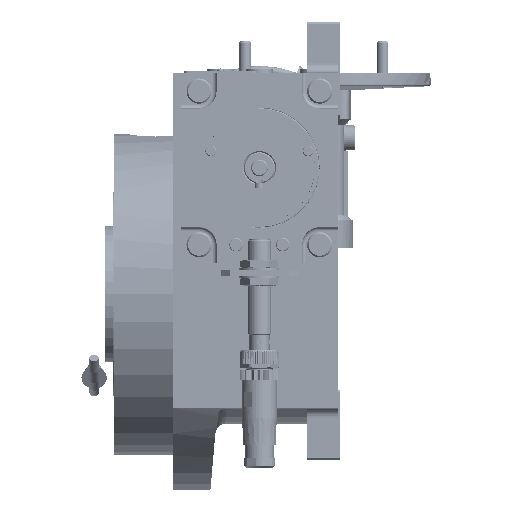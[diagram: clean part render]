
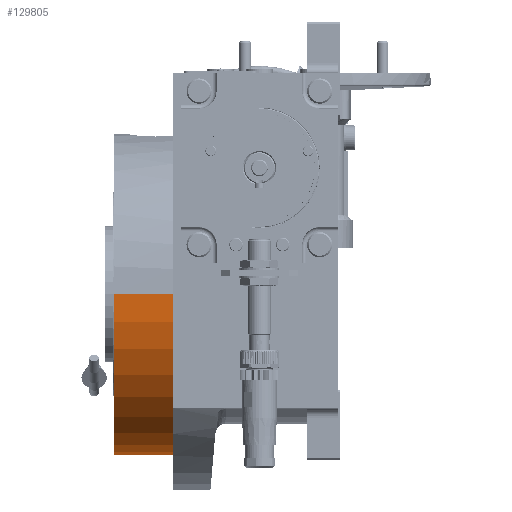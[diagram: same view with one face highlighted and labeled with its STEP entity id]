
A CAD part, left-side view. The second image highlights one B-rep face of the part: STEP entity #129805.
In plain terms, the highlighted cylindrical face has radius 82.5 mm (diameter 165 mm), a partial arc.
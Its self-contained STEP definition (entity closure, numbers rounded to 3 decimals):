
#2890 = CARTESIAN_POINT ( 'NONE',  ( 0., 0., 0. ) ) ;
#5641 = DIRECTION ( 'NONE',  ( 1., 0., 0. ) ) ;
#6230 = DIRECTION ( 'NONE',  ( 1., 0., 0. ) ) ;
#11975 = CARTESIAN_POINT ( 'NONE',  ( 82.5, 0., 0. ) ) ;
#12729 = CIRCLE ( 'NONE', #130073, 82.5 ) ;
#13590 = ORIENTED_EDGE ( 'NONE', *, *, #49807, .T. ) ;
#15949 = FACE_OUTER_BOUND ( 'NONE', #60259, .T. ) ;
#21424 = LINE ( 'NONE', #66292, #51755 ) ;
#26086 = AXIS2_PLACEMENT_3D ( 'NONE', #85081, #129912, #5641 ) ;
#29344 = ORIENTED_EDGE ( 'NONE', *, *, #130594, .T. ) ;
#29746 = CARTESIAN_POINT ( 'NONE',  ( 0., 0., 30.5 ) ) ;
#31637 = VERTEX_POINT ( 'NONE', #11975 ) ;
#33966 = AXIS2_PLACEMENT_3D ( 'NONE', #29746, #50358, #6230 ) ;
#36171 = VERTEX_POINT ( 'NONE', #39690 ) ;
#39690 = CARTESIAN_POINT ( 'NONE',  ( 82.5, 0., 30.5 ) ) ;
#45797 = EDGE_CURVE ( 'NONE', #31637, #36171, #21424, .T. ) ;
#48456 = DIRECTION ( 'NONE',  ( 0., 0., 1. ) ) ;
#49807 = EDGE_CURVE ( 'NONE', #31637, #84388, #12729, .T. ) ;
#50358 = DIRECTION ( 'NONE',  ( 0., 0., 1. ) ) ;
#51755 = VECTOR ( 'NONE', #132482, 1000. ) ;
#53059 = CARTESIAN_POINT ( 'NONE',  ( -82.5, 0., 0. ) ) ;
#60028 = LINE ( 'NONE', #104881, #99124 ) ;
#60259 = EDGE_LOOP ( 'NONE', ( #29344, #68833, #103459, #13590 ) ) ;
#60805 = CYLINDRICAL_SURFACE ( 'NONE', #26086, 82.5 ) ;
#66292 = CARTESIAN_POINT ( 'NONE',  ( 82.5, 0., 0. ) ) ;
#67077 = CARTESIAN_POINT ( 'NONE',  ( -82.5, 0., 30.5 ) ) ;
#68833 = ORIENTED_EDGE ( 'NONE', *, *, #136345, .F. ) ;
#71837 = CIRCLE ( 'NONE', #33966, 82.5 ) ;
#72016 = DIRECTION ( 'NONE',  ( 1., 0., 0. ) ) ;
#84388 = VERTEX_POINT ( 'NONE', #53059 ) ;
#85081 = CARTESIAN_POINT ( 'NONE',  ( 0., 0., 0. ) ) ;
#90974 = DIRECTION ( 'NONE',  ( 0., 0., 1. ) ) ;
#97535 = VERTEX_POINT ( 'NONE', #67077 ) ;
#99124 = VECTOR ( 'NONE', #90974, 1000. ) ;
#103459 = ORIENTED_EDGE ( 'NONE', *, *, #45797, .F. ) ;
#104881 = CARTESIAN_POINT ( 'NONE',  ( -82.5, 0., 0. ) ) ;
#129805 = ADVANCED_FACE ( 'NONE', ( #15949 ), #60805, .T. ) ;
#129912 = DIRECTION ( 'NONE',  ( 0., 0., 1. ) ) ;
#130073 = AXIS2_PLACEMENT_3D ( 'NONE', #2890, #48456, #72016 ) ;
#130594 = EDGE_CURVE ( 'NONE', #84388, #97535, #60028, .T. ) ;
#132482 = DIRECTION ( 'NONE',  ( 0., 0., 1. ) ) ;
#136345 = EDGE_CURVE ( 'NONE', #36171, #97535, #71837, .T. ) ;
